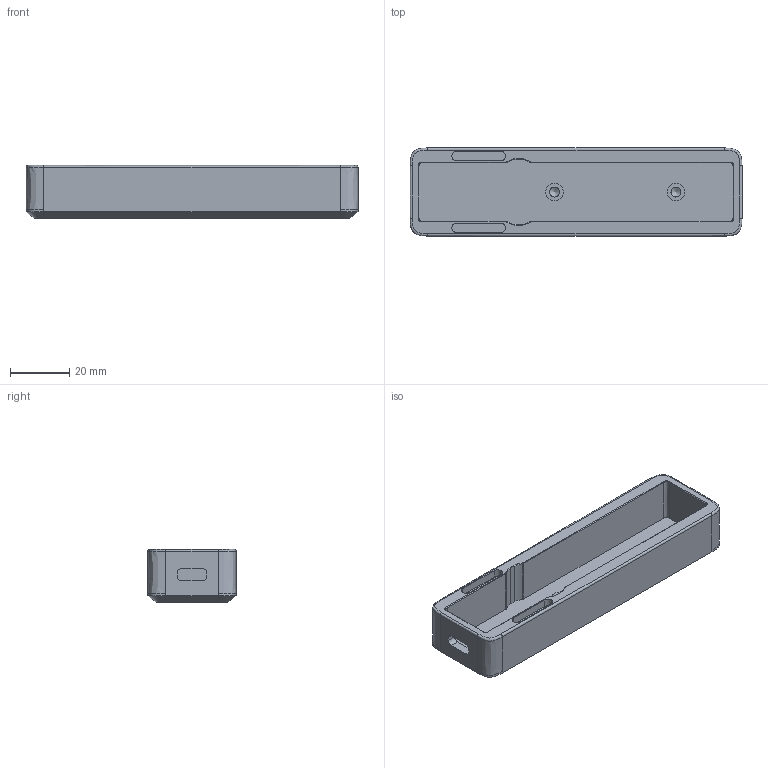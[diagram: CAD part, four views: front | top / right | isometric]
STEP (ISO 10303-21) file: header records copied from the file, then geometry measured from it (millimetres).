
FILE_DESCRIPTION(/* description */ (''),/* implementation_level */ '2;1');
FILE_NAME(/* name */ 'tutu-case.step',/* time_stamp */ '2026-01-13T22:39:56+05:00',/* author */ (''),/* organization */ (''),/* preprocessor_version */ 'ST-DEVELOPER v20.1',/* originating_system */ 'Autodesk Translation Framework v14.21.0.0',/* authorisation */ '');
FILE_SCHEMA (('AUTOMOTIVE_DESIGN { 1 0 10303 214 3 1 1 }'));
Length unit declared in the file: millimetre
Products named in the file (3): tutu; Component7; Component135
Assembly tree (2 placements, depth 3):
  tutu
    Component7
      Component135
Bounding box: 112.35 x 29.8 x 18 mm (x, y, z)
Volume: 26671.7 mm3; surface area: 15262 mm2
Topology: 1 solids, 1 shells, 107 faces, 256 edges, 158 vertices
Faces by surface type: plane 41, bspline 28, cylinder 24, cone 10, torus 4
Full cylindrical faces by diameter (mm): 3.4 x2, 5.9 x2
Entity records: 5381 total; most frequent: CARTESIAN_POINT 2969, ORIENTED_EDGE 508, DIRECTION 422, EDGE_CURVE 254, VERTEX_POINT 158, AXIS2_PLACEMENT_3D 148, LINE 126, VECTOR 126
